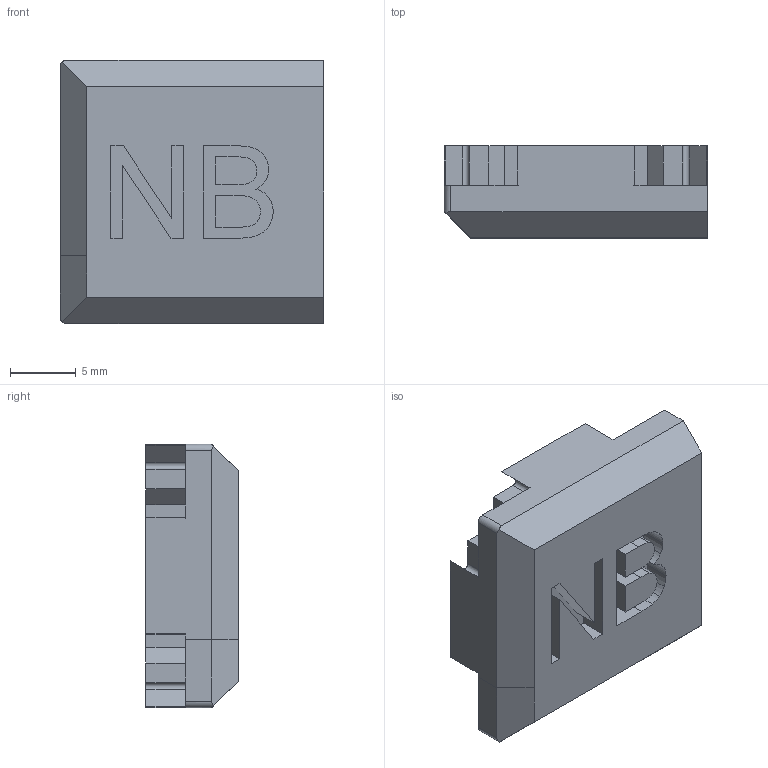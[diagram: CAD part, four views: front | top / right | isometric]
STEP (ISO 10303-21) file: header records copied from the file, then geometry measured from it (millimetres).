
FILE_DESCRIPTION(/* description */ (''),/* implementation_level */ '2;1');
FILE_NAME(/* name */ 'Barrel Mount End Cap - Named_v2.step',/* time_stamp */ '2022-05-10T16:50:00+01:00',/* author */ (''),/* organization */ (''),/* preprocessor_version */ 'ST-DEVELOPER v18.1',/* originating_system */ 'Autodesk Translation Framework v10.14.0.1471',/* authorisation */ '');
FILE_SCHEMA (('AUTOMOTIVE_DESIGN { 1 0 10303 214 3 1 1 }'));
Length unit declared in the file: millimetre
Products named in the file (1): Barrel Mount End Cap - Named
Bounding box: 20 x 7 x 20 mm (x, y, z)
Volume: 2021 mm3; surface area: 1627.2 mm2
Topology: 1 solids, 1 shells, 117 faces, 332 edges, 221 vertices
Faces by surface type: plane 75, bspline 24, cylinder 18
Entity records: 3837 total; most frequent: CARTESIAN_POINT 887, ORIENTED_EDGE 664, DIRECTION 510, EDGE_CURVE 332, LINE 246, VECTOR 246, VERTEX_POINT 221, AXIS2_PLACEMENT_3D 132
